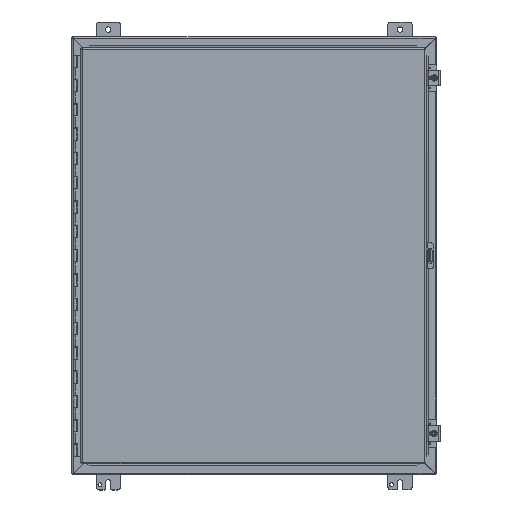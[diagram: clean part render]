
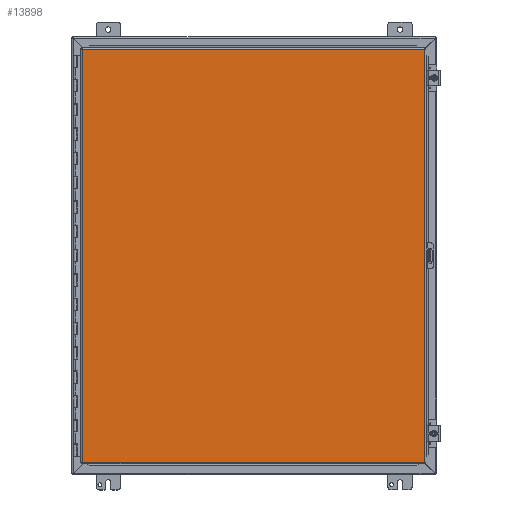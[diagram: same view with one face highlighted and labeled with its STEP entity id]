
A CAD part, top view. The second image highlights one B-rep face of the part: STEP entity #13898.
In plain terms, the highlighted face is planar.
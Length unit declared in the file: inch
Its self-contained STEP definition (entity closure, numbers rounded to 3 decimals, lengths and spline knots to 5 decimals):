
#13055=CARTESIAN_POINT('',(-14.08225,-16.9885,0.));
#13056=VERTEX_POINT('',#13055);
#13067=CARTESIAN_POINT('',(14.08225,-16.9885,0.));
#13068=VERTEX_POINT('',#13067);
#13069=CARTESIAN_POINT('',(14.08225,-16.9885,0.0));
#13070=DIRECTION('',(-1.0,0.0,0.0));
#13071=VECTOR('',#13070,28.1645);
#13072=LINE('',#13069,#13071);
#13073=EDGE_CURVE('',#13068,#13056,#13072,.T.);
#13189=CARTESIAN_POINT('',(-14.08225,16.9885,0.));
#13190=VERTEX_POINT('',#13189);
#13288=CARTESIAN_POINT('',(14.08225,16.9885,0.));
#13289=VERTEX_POINT('',#13288);
#13300=CARTESIAN_POINT('',(-14.08225,16.9885,0.0));
#13301=DIRECTION('',(1.0,0.0,0.0));
#13302=VECTOR('',#13301,28.1645);
#13303=LINE('',#13300,#13302);
#13304=EDGE_CURVE('',#13190,#13289,#13303,.T.);
#13609=CARTESIAN_POINT('',(-14.08225,-16.9885,0.0));
#13610=DIRECTION('',(0.0,1.0,0.0));
#13611=VECTOR('',#13610,33.977);
#13612=LINE('',#13609,#13611);
#13613=EDGE_CURVE('',#13056,#13190,#13612,.T.);
#13703=CARTESIAN_POINT('',(14.08225,16.9885,0.0));
#13704=DIRECTION('',(0.0,-1.0,0.0));
#13705=VECTOR('',#13704,33.977);
#13706=LINE('',#13703,#13705);
#13707=EDGE_CURVE('',#13289,#13068,#13706,.T.);
#13887=CARTESIAN_POINT('',(0.,0.,0.0));
#13888=DIRECTION('',(0.0,0.0,1.0));
#13889=DIRECTION('',(1.0,0.0,0.0));
#13890=AXIS2_PLACEMENT_3D('',#13887,#13888,#13889);
#13891=PLANE('',#13890);
#13892=ORIENTED_EDGE('',*,*,#13613,.T.);
#13893=ORIENTED_EDGE('',*,*,#13304,.T.);
#13894=ORIENTED_EDGE('',*,*,#13707,.T.);
#13895=ORIENTED_EDGE('',*,*,#13073,.T.);
#13896=EDGE_LOOP('',(#13892,#13893,#13894,#13895));
#13897=FACE_OUTER_BOUND('',#13896,.T.);
#13898=ADVANCED_FACE('',(#13897),#13891,.F.);
